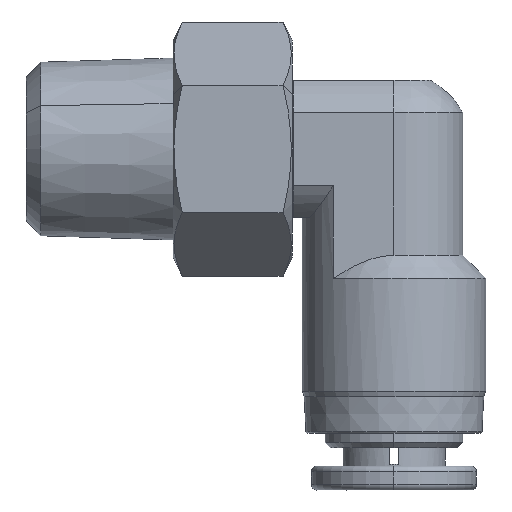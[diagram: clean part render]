
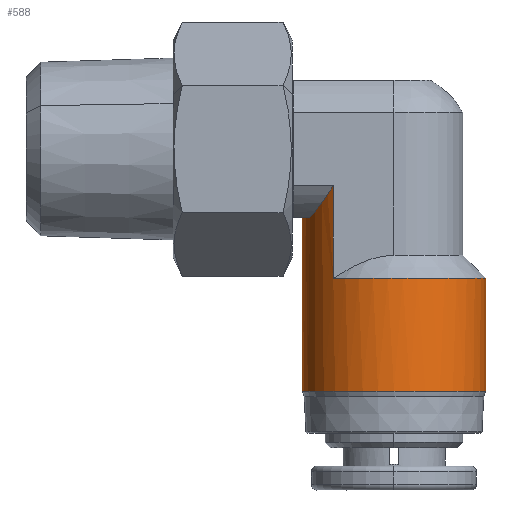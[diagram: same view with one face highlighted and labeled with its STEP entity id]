
A CAD part, left-side view. The second image highlights one B-rep face of the part: STEP entity #588.
In plain terms, the highlighted cylindrical face has radius 5 mm (diameter 10 mm), a partial arc.
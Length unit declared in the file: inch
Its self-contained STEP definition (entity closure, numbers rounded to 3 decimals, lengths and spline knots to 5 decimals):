
#40 = DIRECTION ( 'NONE',  ( 0., 0., 1. ) ) ;
#57 = AXIS2_PLACEMENT_3D ( 'NONE', #263, #571, #1305 ) ;
#118 = DIRECTION ( 'NONE',  ( 0., -1., 0. ) ) ;
#182 = CARTESIAN_POINT ( 'NONE',  ( -0.14764, 0.16761, -0.07874 ) ) ;
#224 = EDGE_CURVE ( 'NONE', #2033, #2261, #3238, .T. ) ;
#263 = CARTESIAN_POINT ( 'NONE',  ( 0., 0.0374, -0.27756 ) ) ;
#291 = LINE ( 'NONE', #2560, #1464 ) ;
#346 = DIRECTION ( 'NONE',  ( 0., 0., -1. ) ) ;
#496 = CIRCLE ( 'NONE', #2806, 0.19685 ) ;
#497 = VERTEX_POINT ( 'NONE', #1045 ) ;
#571 = DIRECTION ( 'NONE',  ( 0., 0., -1. ) ) ;
#588 = ADVANCED_FACE ( 'NONE', ( #2151 ), #1132, .T. ) ;
#791 = CARTESIAN_POINT ( 'NONE',  ( 0., 0.23425, -0.51969 ) ) ;
#828 = VECTOR ( 'NONE', #1457, 39.37008 ) ;
#865 = ORIENTED_EDGE ( 'NONE', *, *, #3059, .F. ) ;
#904 = LINE ( 'NONE', #2490, #828 ) ;
#913 = EDGE_CURVE ( 'NONE', #2632, #1678, #2241, .T. ) ;
#932 = CARTESIAN_POINT ( 'NONE',  ( -0.07874, 0.21782, -0.14764 ) ) ;
#954 = CARTESIAN_POINT ( 'NONE',  ( -0.08512, 0.21504, -0.14424 ) ) ;
#1045 = CARTESIAN_POINT ( 'NONE',  ( 0., -0.15945, -0.27756 ) ) ;
#1132 = CYLINDRICAL_SURFACE ( 'NONE', #2697, 0.19685 ) ;
#1152 = ORIENTED_EDGE ( 'NONE', *, *, #913, .T. ) ;
#1173 = DIRECTION ( 'NONE',  ( 0., 0., -1. ) ) ;
#1178 = AXIS2_PLACEMENT_3D ( 'NONE', #1866, #40, #2324 ) ;
#1188 = CARTESIAN_POINT ( 'NONE',  ( -0.14, 0.17669, -0.09307 ) ) ;
#1305 = DIRECTION ( 'NONE',  ( 0., 1., 0. ) ) ;
#1437 = EDGE_CURVE ( 'NONE', #497, #2221, #2472, .T. ) ;
#1451 = CARTESIAN_POINT ( 'NONE',  ( -0.10191, 0.20579, -0.13277 ) ) ;
#1457 = DIRECTION ( 'NONE',  ( 0., 0., -1. ) ) ;
#1464 = VECTOR ( 'NONE', #346, 39.37008 ) ;
#1467 = LINE ( 'NONE', #2924, #1549 ) ;
#1473 = CARTESIAN_POINT ( 'NONE',  ( -0.11798, 0.19489, -0.11865 ) ) ;
#1549 = VECTOR ( 'NONE', #1173, 39.37008 ) ;
#1584 = CARTESIAN_POINT ( 'NONE',  ( -0.14764, 0.16761, -0.27756 ) ) ;
#1664 = CARTESIAN_POINT ( 'NONE',  ( 0., 0.0374, -0.14764 ) ) ;
#1678 = VERTEX_POINT ( 'NONE', #3146 ) ;
#1694 = ORIENTED_EDGE ( 'NONE', *, *, #224, .F. ) ;
#1709 = CARTESIAN_POINT ( 'NONE',  ( -0.11864, 0.19439, -0.11799 ) ) ;
#1721 = CARTESIAN_POINT ( 'NONE',  ( -0.11736, 0.19536, -0.11927 ) ) ;
#1782 = ORIENTED_EDGE ( 'NONE', *, *, #1437, .T. ) ;
#1866 = CARTESIAN_POINT ( 'NONE',  ( 0., 0.0374, -0.51969 ) ) ;
#1871 = CARTESIAN_POINT ( 'NONE',  ( 0., 0.23425, -0.14764 ) ) ;
#1945 = EDGE_LOOP ( 'NONE', ( #2868, #1782, #865, #1694, #2855, #2856, #1152 ) ) ;
#1950 = CARTESIAN_POINT ( 'NONE',  ( 0., 0.0374, 0.05906 ) ) ;
#1959 = CARTESIAN_POINT ( 'NONE',  ( -0.10531, 0.20368, -0.1301 ) ) ;
#2033 = VERTEX_POINT ( 'NONE', #2077 ) ;
#2077 = CARTESIAN_POINT ( 'NONE',  ( -0.07874, 0.21782, -0.14764 ) ) ;
#2151 = FACE_OUTER_BOUND ( 'NONE', #1945, .T. ) ;
#2189 = CARTESIAN_POINT ( 'NONE',  ( -0.11589, 0.19644, -0.1207 ) ) ;
#2221 = VERTEX_POINT ( 'NONE', #1584 ) ;
#2241 = CIRCLE ( 'NONE', #1178, 0.19685 ) ;
#2261 = VERTEX_POINT ( 'NONE', #2860 ) ;
#2324 = DIRECTION ( 'NONE',  ( 0., 1., 0. ) ) ;
#2343 = VERTEX_POINT ( 'NONE', #1871 ) ;
#2421 = DIRECTION ( 'NONE',  ( 0., 0., -1. ) ) ;
#2431 = DIRECTION ( 'NONE',  ( 0., 1., 0. ) ) ;
#2434 = EDGE_CURVE ( 'NONE', #2343, #2632, #1467, .T. ) ;
#2462 = CARTESIAN_POINT ( 'NONE',  ( -0.1104, 0.20031, -0.12575 ) ) ;
#2472 = CIRCLE ( 'NONE', #57, 0.19685 ) ;
#2490 = CARTESIAN_POINT ( 'NONE',  ( -0.14764, 0.16761, -0.51969 ) ) ;
#2560 = CARTESIAN_POINT ( 'NONE',  ( 0., -0.15945, 0.05906 ) ) ;
#2632 = VERTEX_POINT ( 'NONE', #791 ) ;
#2697 = AXIS2_PLACEMENT_3D ( 'NONE', #1950, #2421, #2431 ) ;
#2706 = CARTESIAN_POINT ( 'NONE',  ( -0.11294, 0.19857, -0.1235 ) ) ;
#2713 = EDGE_CURVE ( 'NONE', #497, #1678, #291, .T. ) ;
#2721 = CARTESIAN_POINT ( 'NONE',  ( -0.09178, 0.21168, -0.14016 ) ) ;
#2806 = AXIS2_PLACEMENT_3D ( 'NONE', #1664, #3197, #118 ) ;
#2855 = ORIENTED_EDGE ( 'NONE', *, *, #2901, .F. ) ;
#2856 = ORIENTED_EDGE ( 'NONE', *, *, #2434, .T. ) ;
#2860 = CARTESIAN_POINT ( 'NONE',  ( -0.14764, 0.16761, -0.07874 ) ) ;
#2868 = ORIENTED_EDGE ( 'NONE', *, *, #2713, .F. ) ;
#2901 = EDGE_CURVE ( 'NONE', #2343, #2033, #496, .T. ) ;
#2924 = CARTESIAN_POINT ( 'NONE',  ( 0., 0.23425, 0.05906 ) ) ;
#3059 = EDGE_CURVE ( 'NONE', #2261, #2221, #904, .T. ) ;
#3146 = CARTESIAN_POINT ( 'NONE',  ( 0., -0.15945, -0.51969 ) ) ;
#3197 = DIRECTION ( 'NONE',  ( 0., 0., 1. ) ) ;
#3201 = CARTESIAN_POINT ( 'NONE',  ( -0.13025, 0.18557, -0.10628 ) ) ;
#3229 = CARTESIAN_POINT ( 'NONE',  ( -0.1184, 0.19457, -0.11823 ) ) ;
#3238 = B_SPLINE_CURVE_WITH_KNOTS ( 'NONE', 3,
 ( #932, #954, #2721, #1451, #1959, #2462, #2706, #2189, #1721, #1473, #3229, #1709, #3201, #1188, #182 ),
 .UNSPECIFIED., .F., .F.,
 ( 4, 2, 2, 1, 1, 1, 2, 2, 4 ),
 ( 0., 0.25, 0.375, 0.4375, 0.46875, 0.48438, 0.49219, 0.5, 1. ),
 .UNSPECIFIED. ) ;
